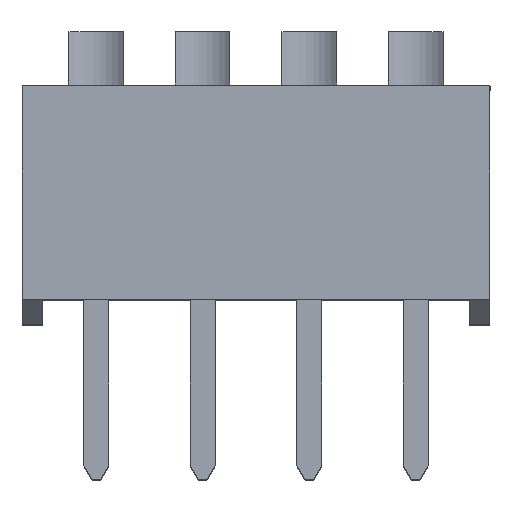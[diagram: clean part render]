
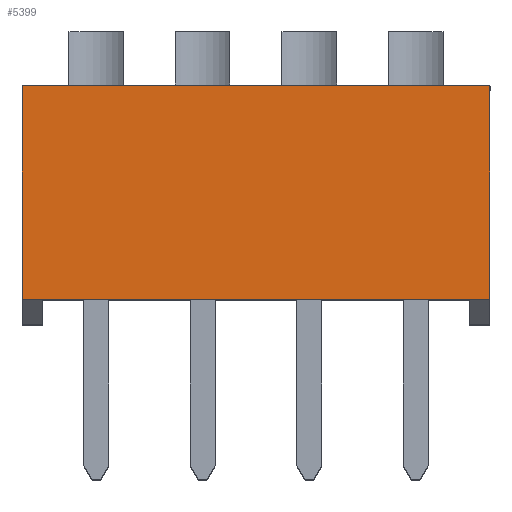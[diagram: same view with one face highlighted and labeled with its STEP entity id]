
A CAD part, top view. The second image highlights one B-rep face of the part: STEP entity #5399.
In plain terms, the highlighted planar face has unit normal (0, 0, 1).
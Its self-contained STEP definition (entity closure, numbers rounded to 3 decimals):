
#309 = PLANE ( 'NONE',  #2387 ) ;
#357 = VERTEX_POINT ( 'NONE', #12871 ) ;
#373 = VECTOR ( 'NONE', #7101, 1000. ) ;
#454 = EDGE_CURVE ( 'NONE', #7339, #11609, #6288, .T. ) ;
#837 = ORIENTED_EDGE ( 'NONE', *, *, #4668, .F. ) ;
#1971 = FACE_OUTER_BOUND ( 'NONE', #8952, .T. ) ;
#2189 = DIRECTION ( 'NONE',  ( 1., 0., 0. ) ) ;
#2387 = AXIS2_PLACEMENT_3D ( 'NONE', #11730, #5535, #12768 ) ;
#2827 = ORIENTED_EDGE ( 'NONE', *, *, #454, .F. ) ;
#4507 = ORIENTED_EDGE ( 'NONE', *, *, #11584, .T. ) ;
#4668 = EDGE_CURVE ( 'NONE', #357, #7339, #6336, .T. ) ;
#4944 = CARTESIAN_POINT ( 'NONE',  ( 9.39, 5.7, 1.14 ) ) ;
#5189 = EDGE_CURVE ( 'NONE', #10705, #11609, #13117, .T. ) ;
#5375 = DIRECTION ( 'NONE',  ( 1., 0., 0. ) ) ;
#5399 = ADVANCED_FACE ( 'NONE', ( #1971 ), #309, .F. ) ;
#5535 = DIRECTION ( 'NONE',  ( 0., 0., -1. ) ) ;
#6044 = CARTESIAN_POINT ( 'NONE',  ( -1.77, 5.7, 1.14 ) ) ;
#6288 = LINE ( 'NONE', #4944, #11775 ) ;
#6336 = LINE ( 'NONE', #11559, #11820 ) ;
#7101 = DIRECTION ( 'NONE',  ( 0., -1., 0. ) ) ;
#7337 = CARTESIAN_POINT ( 'NONE',  ( 0., 0.6, 1.14 ) ) ;
#7339 = VERTEX_POINT ( 'NONE', #13323 ) ;
#8585 = ORIENTED_EDGE ( 'NONE', *, *, #5189, .T. ) ;
#8612 = LINE ( 'NONE', #6044, #373 ) ;
#8952 = EDGE_LOOP ( 'NONE', ( #4507, #8585, #2827, #837 ) ) ;
#9129 = CARTESIAN_POINT ( 'NONE',  ( 9.39, 0.6, 1.14 ) ) ;
#10042 = VECTOR ( 'NONE', #2189, 1000. ) ;
#10705 = VERTEX_POINT ( 'NONE', #11433 ) ;
#11433 = CARTESIAN_POINT ( 'NONE',  ( -1.77, 0.6, 1.14 ) ) ;
#11559 = CARTESIAN_POINT ( 'NONE',  ( -1.77, 5.7, 1.14 ) ) ;
#11584 = EDGE_CURVE ( 'NONE', #357, #10705, #8612, .T. ) ;
#11609 = VERTEX_POINT ( 'NONE', #9129 ) ;
#11730 = CARTESIAN_POINT ( 'NONE',  ( -1.77, 5.7, 1.14 ) ) ;
#11775 = VECTOR ( 'NONE', #12166, 1000. ) ;
#11820 = VECTOR ( 'NONE', #5375, 1000. ) ;
#12166 = DIRECTION ( 'NONE',  ( 0., -1., 0. ) ) ;
#12768 = DIRECTION ( 'NONE',  ( -1., 0., 0. ) ) ;
#12871 = CARTESIAN_POINT ( 'NONE',  ( -1.77, 5.7, 1.14 ) ) ;
#13117 = LINE ( 'NONE', #7337, #10042 ) ;
#13323 = CARTESIAN_POINT ( 'NONE',  ( 9.39, 5.7, 1.14 ) ) ;
